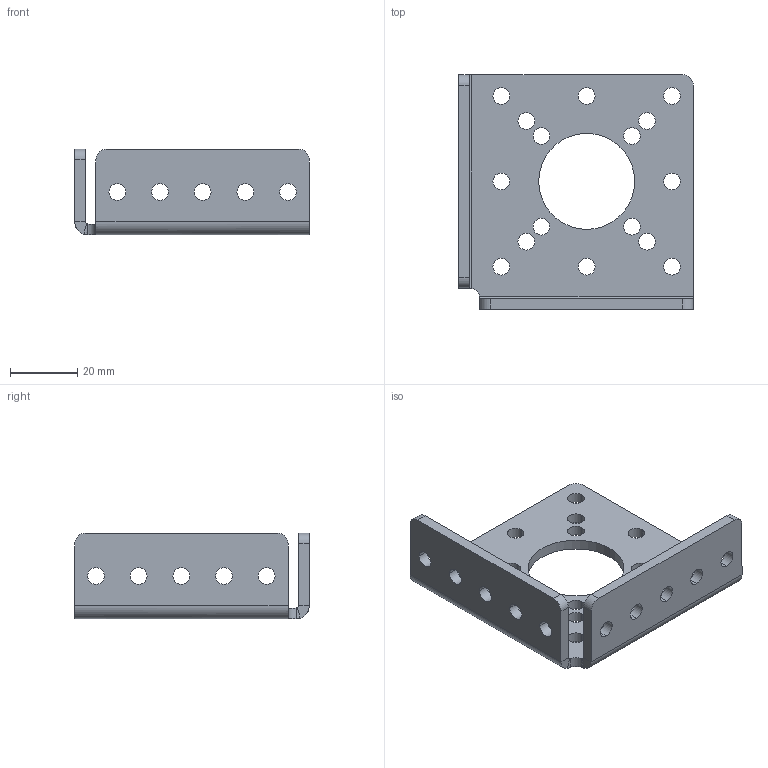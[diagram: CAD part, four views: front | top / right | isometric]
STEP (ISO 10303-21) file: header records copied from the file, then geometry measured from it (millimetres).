
FILE_DESCRIPTION (( 'STEP AP214' ), '1' );
FILE_NAME ('am-5664 Corner Bearing Bracket.STEP', '2025-07-03T20:07:42', ( '' ), ( '' ), 'SwSTEP 2.0', 'SolidWorks 2024', '' );
FILE_SCHEMA (( 'AUTOMOTIVE_DESIGN' ));
Length unit declared in the file: inch
Products named in the file (1): am-5664 Corner Bearing Bracket
Bounding box: 69.85 x 69.85 x 25.4 mm (x, y, z)
Volume: 20253.7 mm3; surface area: 15464.9 mm2
Topology: 1 solids, 1 shells, 84 faces, 230 edges, 148 vertices
Faces by surface type: cylinder 64, plane 18, bspline 2
Entity records: 2877 total; most frequent: DIRECTION 516, CARTESIAN_POINT 513, ORIENTED_EDGE 460, EDGE_CURVE 230, AXIS2_PLACEMENT_3D 211, VERTEX_POINT 148, EDGE_LOOP 138, CIRCLE 128
